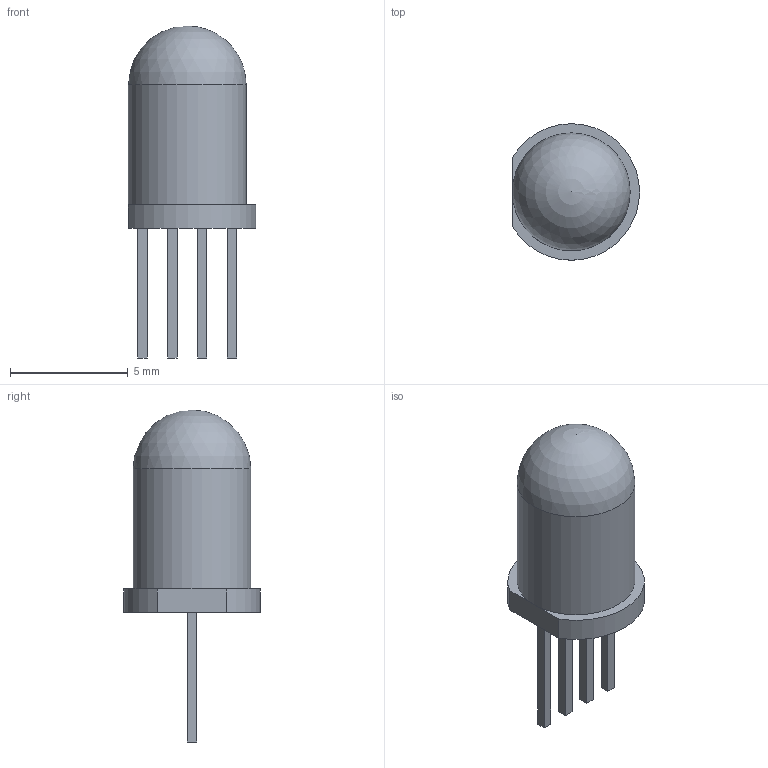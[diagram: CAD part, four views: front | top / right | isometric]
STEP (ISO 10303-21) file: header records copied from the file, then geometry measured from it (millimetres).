
FILE_DESCRIPTION(('FreeCAD Model'),'2;1');
FILE_NAME( 'LED_D5.0mm-4.step', '2017-11-25T21:50:54',('kicad StepUp'),('ksu MCAD'), 'Open CASCADE STEP processor 6.8','FreeCAD','Unknown');
FILE_SCHEMA(('AUTOMOTIVE_DESIGN_CC2 { 1 2 10303 214 -1 1 5 4 }'));
Length unit declared in the file: millimetre
Products named in the file (1): LED_D5.0mm-4
Bounding box: 5.4 x 5.8 x 14.1 mm (x, y, z)
Volume: 162 mm3; surface area: 204.3 mm2
Topology: 1 solids, 1 shells, 26 faces, 61 edges, 40 vertices
Faces by surface type: plane 23, cylinder 2, sphere 1
Full cylindrical faces by diameter (mm): 5 x1
Entity records: 546 total; most frequent: CARTESIAN_POINT 82, ORIENTED_EDGE 80, EDGE_CURVE 60, LINE 53, VERTEX_POINT 40, AXIS2_PLACEMENT_3D 32, FACE_BOUND 31, EDGE_LOOP 31
